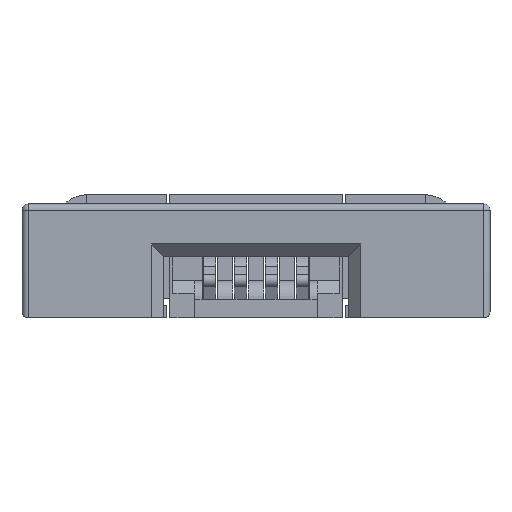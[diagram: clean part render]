
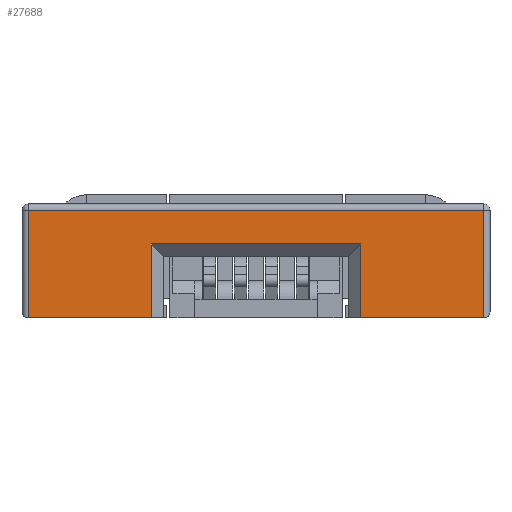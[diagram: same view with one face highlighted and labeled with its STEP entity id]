
A CAD part, front view. The second image highlights one B-rep face of the part: STEP entity #27688.
In plain terms, the highlighted planar face has unit normal (0, -1, 0).
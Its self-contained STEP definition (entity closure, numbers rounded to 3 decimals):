
#45 = ORIENTED_EDGE ( 'NONE', *, *, #410, .T. ) ;
#354 = LINE ( 'NONE', #10204, #16623 ) ;
#410 = EDGE_CURVE ( 'NONE', #854, #13561, #4585, .T. ) ;
#807 = FACE_OUTER_BOUND ( 'NONE', #19497, .T. ) ;
#854 = VERTEX_POINT ( 'NONE', #11498 ) ;
#1027 = EDGE_CURVE ( 'NONE', #30660, #28263, #354, .T. ) ;
#1071 = EDGE_CURVE ( 'NONE', #25990, #6291, #17917, .T. ) ;
#1641 = LINE ( 'NONE', #13896, #9309 ) ;
#1863 = EDGE_CURVE ( 'NONE', #854, #28263, #1641, .T. ) ;
#3015 = LINE ( 'NONE', #27816, #27020 ) ;
#3451 = CARTESIAN_POINT ( 'NONE',  ( 1.7, -2.7, 0. ) ) ;
#4585 = LINE ( 'NONE', #16376, #16117 ) ;
#5593 = DIRECTION ( 'NONE',  ( 0., 0., 1. ) ) ;
#6111 = CARTESIAN_POINT ( 'NONE',  ( -3.7, -2.7, 1.75 ) ) ;
#6291 = VERTEX_POINT ( 'NONE', #28766 ) ;
#6493 = ORIENTED_EDGE ( 'NONE', *, *, #1863, .F. ) ;
#6728 = ORIENTED_EDGE ( 'NONE', *, *, #10420, .T. ) ;
#7468 = ORIENTED_EDGE ( 'NONE', *, *, #14018, .T. ) ;
#8168 = ORIENTED_EDGE ( 'NONE', *, *, #1027, .T. ) ;
#8930 = DIRECTION ( 'NONE',  ( -1., 0., 0. ) ) ;
#8959 = CARTESIAN_POINT ( 'NONE',  ( -3.7, -2.7, 0. ) ) ;
#8963 = VERTEX_POINT ( 'NONE', #6111 ) ;
#9217 = DIRECTION ( 'NONE',  ( 1., 0., 0. ) ) ;
#9309 = VECTOR ( 'NONE', #16785, 1000. ) ;
#10204 = CARTESIAN_POINT ( 'NONE',  ( 1.7, -2.7, 0. ) ) ;
#10420 = EDGE_CURVE ( 'NONE', #17927, #30660, #23434, .T. ) ;
#11498 = CARTESIAN_POINT ( 'NONE',  ( 3.7, -2.7, 0. ) ) ;
#11699 = DIRECTION ( 'NONE',  ( 0., 0., -1. ) ) ;
#13561 = VERTEX_POINT ( 'NONE', #17706 ) ;
#13683 = DIRECTION ( 'NONE',  ( 0., 0., 1. ) ) ;
#13896 = CARTESIAN_POINT ( 'NONE',  ( 3.8, -2.7, 0. ) ) ;
#14018 = EDGE_CURVE ( 'NONE', #13561, #8963, #31148, .T. ) ;
#14688 = ORIENTED_EDGE ( 'NONE', *, *, #1071, .F. ) ;
#16054 = ORIENTED_EDGE ( 'NONE', *, *, #30211, .T. ) ;
#16117 = VECTOR ( 'NONE', #24906, 1000. ) ;
#16254 = CARTESIAN_POINT ( 'NONE',  ( 3.8, -2.7, 0. ) ) ;
#16376 = CARTESIAN_POINT ( 'NONE',  ( 3.7, -2.7, 0. ) ) ;
#16623 = VECTOR ( 'NONE', #19996, 1000. ) ;
#16785 = DIRECTION ( 'NONE',  ( -1., 0., 0. ) ) ;
#17045 = VECTOR ( 'NONE', #8930, 1000. ) ;
#17308 = VECTOR ( 'NONE', #11699, 1000. ) ;
#17359 = CARTESIAN_POINT ( 'NONE',  ( 1.7, -2.7, 1.2 ) ) ;
#17706 = CARTESIAN_POINT ( 'NONE',  ( 3.7, -2.7, 1.75 ) ) ;
#17767 = CARTESIAN_POINT ( 'NONE',  ( 3.8, -2.7, 0. ) ) ;
#17917 = LINE ( 'NONE', #17767, #29492 ) ;
#17927 = VERTEX_POINT ( 'NONE', #18577 ) ;
#18577 = CARTESIAN_POINT ( 'NONE',  ( -1.7, -2.7, 1.2 ) ) ;
#19497 = EDGE_LOOP ( 'NONE', ( #6493, #45, #7468, #25819, #14688, #16054, #6728, #8168 ) ) ;
#19577 = VECTOR ( 'NONE', #9217, 1000. ) ;
#19996 = DIRECTION ( 'NONE',  ( 0., 0., -1. ) ) ;
#20925 = PLANE ( 'NONE',  #21741 ) ;
#21472 = CARTESIAN_POINT ( 'NONE',  ( -3.8, -2.7, 1.75 ) ) ;
#21741 = AXIS2_PLACEMENT_3D ( 'NONE', #16254, #28483, #13683 ) ;
#23380 = DIRECTION ( 'NONE',  ( -1., 0., 0. ) ) ;
#23434 = LINE ( 'NONE', #31290, #19577 ) ;
#23773 = LINE ( 'NONE', #8959, #17308 ) ;
#23905 = CARTESIAN_POINT ( 'NONE',  ( -1.7, -2.7, 0. ) ) ;
#24906 = DIRECTION ( 'NONE',  ( 0., 0., 1. ) ) ;
#25819 = ORIENTED_EDGE ( 'NONE', *, *, #30886, .T. ) ;
#25990 = VERTEX_POINT ( 'NONE', #23905 ) ;
#27020 = VECTOR ( 'NONE', #5593, 1000. ) ;
#27688 = ADVANCED_FACE ( 'NONE', ( #807 ), #20925, .F. ) ;
#27816 = CARTESIAN_POINT ( 'NONE',  ( -1.7, -2.7, 0. ) ) ;
#28263 = VERTEX_POINT ( 'NONE', #3451 ) ;
#28483 = DIRECTION ( 'NONE',  ( 0., 1., 0. ) ) ;
#28766 = CARTESIAN_POINT ( 'NONE',  ( -3.7, -2.7, 0. ) ) ;
#29492 = VECTOR ( 'NONE', #23380, 1000. ) ;
#30211 = EDGE_CURVE ( 'NONE', #25990, #17927, #3015, .T. ) ;
#30660 = VERTEX_POINT ( 'NONE', #17359 ) ;
#30886 = EDGE_CURVE ( 'NONE', #8963, #6291, #23773, .T. ) ;
#31148 = LINE ( 'NONE', #21472, #17045 ) ;
#31290 = CARTESIAN_POINT ( 'NONE',  ( 3.8, -2.7, 1.2 ) ) ;
